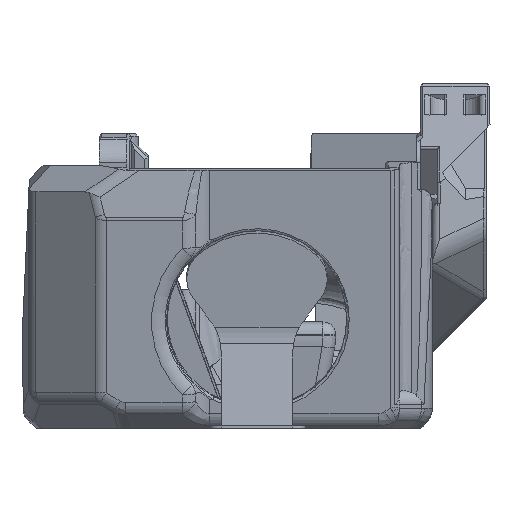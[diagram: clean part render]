
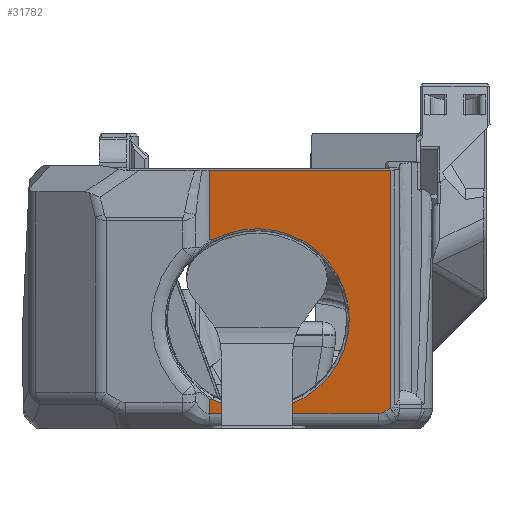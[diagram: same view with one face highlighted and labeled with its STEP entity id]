
A CAD part, left-side view. The second image highlights one B-rep face of the part: STEP entity #31782.
In plain terms, the highlighted planar face has unit normal (-0.985, 0, -0.174).
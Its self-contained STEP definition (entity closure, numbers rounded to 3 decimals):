
#917=B_SPLINE_CURVE_WITH_KNOTS('',3,(#53418,#53419,#53420,#53421),
 .UNSPECIFIED.,.F.,.F.,(4,4),(0.,0.382),.UNSPECIFIED.);
#930=B_SPLINE_CURVE_WITH_KNOTS('',3,(#53710,#53711,#53712,#53713),
 .UNSPECIFIED.,.F.,.F.,(4,4),(0.618,1.),.UNSPECIFIED.);
#1505=CIRCLE('',#33672,14.4);
#2666=ELLIPSE('',#34300,3.203,2.);
#6708=ORIENTED_EDGE('',*,*,#14618,.F.);
#6709=ORIENTED_EDGE('',*,*,#13597,.T.);
#6710=ORIENTED_EDGE('',*,*,#14746,.T.);
#6711=ORIENTED_EDGE('',*,*,#14747,.F.);
#6712=ORIENTED_EDGE('',*,*,#14748,.T.);
#6713=ORIENTED_EDGE('',*,*,#14749,.T.);
#6714=ORIENTED_EDGE('',*,*,#14750,.F.);
#6715=ORIENTED_EDGE('',*,*,#14751,.T.);
#6716=ORIENTED_EDGE('',*,*,#14208,.F.);
#6717=ORIENTED_EDGE('',*,*,#14233,.F.);
#13597=EDGE_CURVE('',#18116,#18115,#1505,.T.);
#14208=EDGE_CURVE('',#18529,#18530,#21244,.T.);
#14233=EDGE_CURVE('',#18547,#18529,#21263,.T.);
#14618=EDGE_CURVE('',#18116,#18547,#917,.F.);
#14746=EDGE_CURVE('',#18115,#18906,#930,.T.);
#14747=EDGE_CURVE('',#18907,#18906,#21599,.T.);
#14748=EDGE_CURVE('',#18907,#18908,#21600,.T.);
#14749=EDGE_CURVE('',#18908,#18909,#2666,.T.);
#14750=EDGE_CURVE('',#18910,#18909,#21601,.T.);
#14751=EDGE_CURVE('',#18910,#18530,#21602,.T.);
#18115=VERTEX_POINT('',#49168);
#18116=VERTEX_POINT('',#49170);
#18529=VERTEX_POINT('',#51721);
#18530=VERTEX_POINT('',#51723);
#18547=VERTEX_POINT('',#51782);
#18906=VERTEX_POINT('',#53714);
#18907=VERTEX_POINT('',#53716);
#18908=VERTEX_POINT('',#53718);
#18909=VERTEX_POINT('',#53720);
#18910=VERTEX_POINT('',#53722);
#21244=LINE('',#51722,#24087);
#21263=LINE('',#51783,#24106);
#21599=LINE('',#53715,#24442);
#21600=LINE('',#53717,#24443);
#21601=LINE('',#53721,#24444);
#21602=LINE('',#53723,#24445);
#24087=VECTOR('',#38588,1000.);
#24106=VECTOR('',#38625,1000.);
#24442=VECTOR('',#39431,1000.);
#24443=VECTOR('',#39432,1000.);
#24444=VECTOR('',#39435,1000.);
#24445=VECTOR('',#39436,1000.);
#26866=EDGE_LOOP('',(#6708,#6709,#6710,#6711,#6712,#6713,#6714,#6715,#6716,
#6717));
#28840=FACE_BOUND('',#26866,.T.);
#30410=PLANE('',#34299);
#31782=ADVANCED_FACE('',(#28840),#30410,.F.);
#33672=AXIS2_PLACEMENT_3D('',#49169,#37565,#37566);
#34299=AXIS2_PLACEMENT_3D('',#53709,#39429,#39430);
#34300=AXIS2_PLACEMENT_3D('',#53719,#39433,#39434);
#37565=DIRECTION('',(0.985,0.,0.174));
#37566=DIRECTION('',(0.174,0.,-0.985));
#38588=DIRECTION('',(0.,-1.,0.));
#38625=DIRECTION('',(-0.174,0.,0.985));
#39429=DIRECTION('',(0.985,0.,0.174));
#39430=DIRECTION('',(-0.174,0.,0.985));
#39431=DIRECTION('',(-0.174,0.,0.985));
#39432=DIRECTION('',(0.,-1.,0.));
#39433=DIRECTION('',(-0.985,0.,-0.174));
#39434=DIRECTION('',(-0.165,-0.304,0.938));
#39435=DIRECTION('',(0.097,0.829,-0.551));
#39436=DIRECTION('',(-0.174,0.,0.985));
#49168=CARTESIAN_POINT('',(-28.264,11.767,4.533));
#49169=CARTESIAN_POINT('',(-30.458,4.853,16.973));
#49170=CARTESIAN_POINT('',(-32.651,11.767,29.413));
#51721=CARTESIAN_POINT('',(-34.572,12.27,40.304));
#51722=CARTESIAN_POINT('',(-34.572,24.853,40.304));
#51723=CARTESIAN_POINT('',(-34.572,-16.002,40.304));
#51782=CARTESIAN_POINT('',(-32.66,12.27,29.463));
#51783=CARTESIAN_POINT('',(-31.185,12.27,21.099));
#53418=CARTESIAN_POINT('',(-32.66,12.27,29.463));
#53419=CARTESIAN_POINT('',(-32.657,12.102,29.442));
#53420=CARTESIAN_POINT('',(-32.654,11.935,29.425));
#53421=CARTESIAN_POINT('',(-32.651,11.767,29.413));
#53709=CARTESIAN_POINT('',(-31.185,24.853,21.099));
#53710=CARTESIAN_POINT('',(-28.264,11.767,4.533));
#53711=CARTESIAN_POINT('',(-28.262,11.935,4.52));
#53712=CARTESIAN_POINT('',(-28.259,12.102,4.503));
#53713=CARTESIAN_POINT('',(-28.255,12.27,4.482));
#53714=CARTESIAN_POINT('',(-28.255,12.27,4.482));
#53715=CARTESIAN_POINT('',(-31.185,12.27,21.099));
#53716=CARTESIAN_POINT('',(-27.864,12.27,2.262));
#53717=CARTESIAN_POINT('',(-27.864,-14.655,2.262));
#53718=CARTESIAN_POINT('',(-27.864,-14.07,2.262));
#53719=CARTESIAN_POINT('',(-28.404,-14.652,5.326));
#53720=CARTESIAN_POINT('',(-27.923,-15.07,2.597));
#53721=CARTESIAN_POINT('',(-27.821,-14.199,2.018));
#53722=CARTESIAN_POINT('',(-28.032,-16.002,3.216));
#53723=CARTESIAN_POINT('',(-7.663,-16.002,-112.301));
